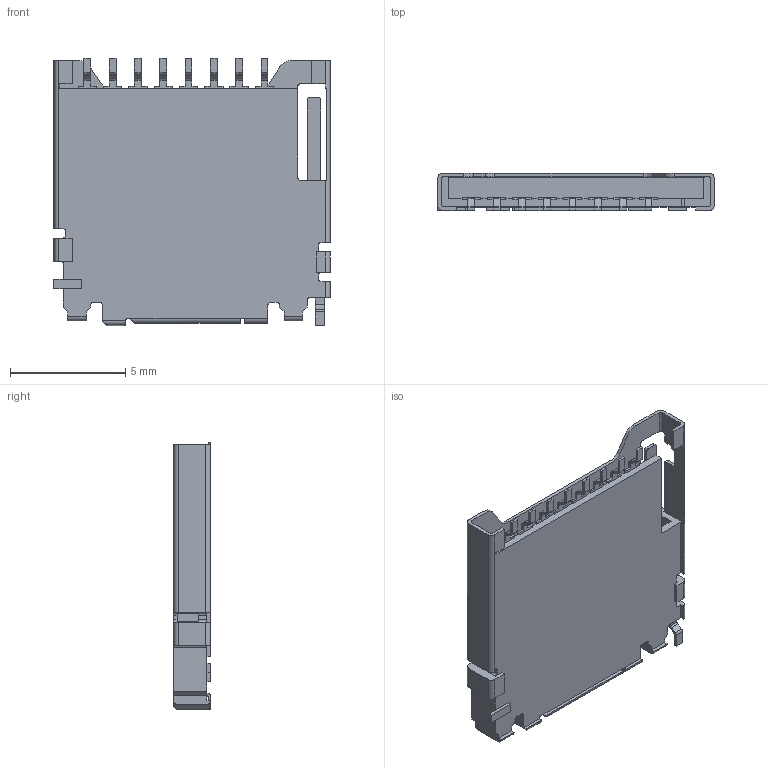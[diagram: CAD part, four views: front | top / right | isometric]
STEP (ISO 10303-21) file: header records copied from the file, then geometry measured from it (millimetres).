
FILE_DESCRIPTION (( 'STEP AP214' ), '1' );
FILE_NAME ('User Library-Micro SD Holder 114-00841-68.STEP', '2017-08-02T07:12:55', ( 'Windows User' ), ( '' ), 'SwSTEP 2.0', 'SolidWorks 2017', '' );
FILE_SCHEMA (( 'AUTOMOTIVE_DESIGN' ));
Length unit declared in the file: millimetre
Products named in the file (1): User Library-Micro SD Holder 114-00841-68
Bounding box: 12 x 1.6 x 11.6 mm (x, y, z)
Volume: 78.7 mm3; surface area: 547.4 mm2
Topology: 1 solids, 1 shells, 317 faces, 951 edges, 629 vertices
Faces by surface type: plane 227, cylinder 90
Entity records: 14064 total; most frequent: CARTESIAN_POINT 1928, ORIENTED_EDGE 1902, DIRECTION 1770, EDGE_CURVE 951, VECTOR 756, LINE 756, VERTEX_POINT 629, AXIS2_PLACEMENT_3D 507
